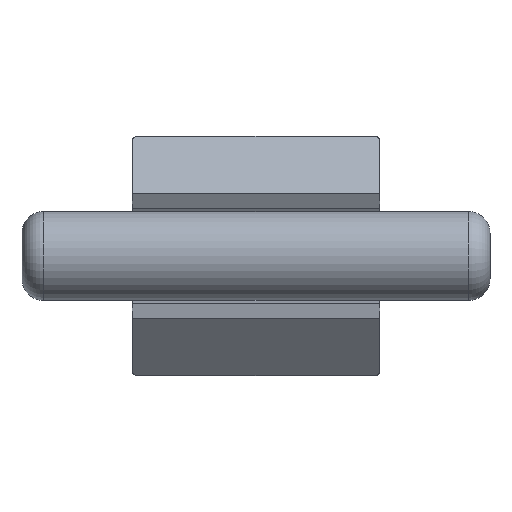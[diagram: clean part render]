
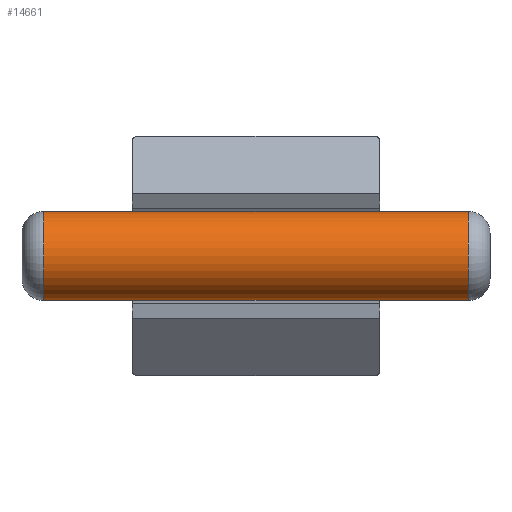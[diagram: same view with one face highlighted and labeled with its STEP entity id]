
A CAD part, front view. The second image highlights one B-rep face of the part: STEP entity #14661.
In plain terms, the highlighted cylindrical face has radius 8.25 mm (diameter 16.5 mm), a partial arc.
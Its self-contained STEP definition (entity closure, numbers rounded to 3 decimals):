
#10656=DIRECTION('',(1.,0.,0.));
#10657=VECTOR('',#10656,7.);
#10658=CARTESIAN_POINT('',(-39.5,8.25,0.));
#10659=LINE('',#10658,#10657);
#10660=DIRECTION('',(1.,0.,0.));
#10661=VECTOR('',#10660,7.);
#10662=CARTESIAN_POINT('',(32.5,8.25,
0.));
#10663=LINE('',#10662,#10661);
#11306=CARTESIAN_POINT('',(-32.5,8.25,
0.));
#11313=CARTESIAN_POINT('',(-25.5,6.847,
-4.602));
#11314=CARTESIAN_POINT('',(-25.951,7.049,
-4.302));
#11315=CARTESIAN_POINT('',(-26.921,7.423,
-3.66));
#11316=CARTESIAN_POINT('',(-28.564,7.868,
-2.578));
#11317=CARTESIAN_POINT('',(-30.409,8.17,
-1.368));
#11318=CARTESIAN_POINT('',(-31.782,8.25,
-0.47));
#11319=CARTESIAN_POINT('',(-32.5,8.25,
0.));
#11455=CARTESIAN_POINT('',(25.5,6.847,
-4.602));
#11466=CARTESIAN_POINT('',(32.5,8.25,
0.));
#11467=CARTESIAN_POINT('',(31.782,8.25,
-0.47));
#11468=CARTESIAN_POINT('',(30.409,8.17,
-1.368));
#11469=CARTESIAN_POINT('',(28.564,7.868,
-2.578));
#11470=CARTESIAN_POINT('',(26.921,7.423,
-3.66));
#11471=CARTESIAN_POINT('',(25.951,7.049,
-4.302));
#11472=CARTESIAN_POINT('',(25.5,6.847,
-4.602));
#11482=CARTESIAN_POINT('',(-25.5,0.,0.));
#11483=DIRECTION('',(1.,0.,0.));
#11484=DIRECTION('',(0.,0.83,-0.558));
#11485=AXIS2_PLACEMENT_3D('',#11482,#11483,#11484);
#11487=DIRECTION('',(1.,0.,0.));
#11488=VECTOR('',#11487,51.);
#11489=CARTESIAN_POINT('',(-25.5,8.25,0.));
#11490=LINE('',#11489,#11488);
#11491=CARTESIAN_POINT('',(25.5,0.,0.));
#11492=DIRECTION('',(1.,0.,0.));
#11493=DIRECTION('',(0.,0.83,-0.558));
#11494=AXIS2_PLACEMENT_3D('',#11491,#11492,#11493);
#11496=CARTESIAN_POINT('',(25.5,0.,0.));
#11497=DIRECTION('',(1.,0.,0.));
#11498=DIRECTION('',(0.,-1.,0.));
#11499=AXIS2_PLACEMENT_3D('',#11496,#11497,#11498);
#11501=CARTESIAN_POINT('',(-25.5,0.,0.));
#11502=DIRECTION('',(1.,0.,0.));
#11503=DIRECTION('',(0.,-1.,0.));
#11504=AXIS2_PLACEMENT_3D('',#11501,#11502,#11503);
#11506=DIRECTION('',(1.,0.,0.));
#11507=VECTOR('',#11506,51.);
#11508=CARTESIAN_POINT('',(-25.5,-8.25,0.));
#11509=LINE('',#11508,#11507);
#11526=CARTESIAN_POINT('',(-25.5,-6.847,
-4.602));
#11969=CARTESIAN_POINT('',(32.5,-8.25,
0.));
#11976=CARTESIAN_POINT('',(25.5,-6.847,
-4.602));
#11977=CARTESIAN_POINT('',(25.951,-7.049,
-4.302));
#11978=CARTESIAN_POINT('',(26.92,-7.423,
-3.66));
#11979=CARTESIAN_POINT('',(28.564,-7.868,
-2.578));
#11980=CARTESIAN_POINT('',(30.409,-8.17,
-1.368));
#11981=CARTESIAN_POINT('',(31.782,-8.25,
-0.469));
#11982=CARTESIAN_POINT('',(32.5,-8.25,
0.));
#12026=DIRECTION('',(1.,0.,0.));
#12027=VECTOR('',#12026,7.);
#12028=CARTESIAN_POINT('',(32.5,-8.25,
0.));
#12029=LINE('',#12028,#12027);
#12030=DIRECTION('',(1.,0.,0.));
#12031=VECTOR('',#12030,7.);
#12032=CARTESIAN_POINT('',(-39.5,-8.25,0.));
#12033=LINE('',#12032,#12031);
#12062=CARTESIAN_POINT('',(39.5,0.,0.));
#12063=DIRECTION('',(-1.,0.,0.));
#12064=DIRECTION('',(0.,-1.,0.));
#12065=AXIS2_PLACEMENT_3D('',#12062,#12063,#12064);
#12137=CARTESIAN_POINT('',(-39.5,0.,0.));
#12138=DIRECTION('',(1.,0.,0.));
#12139=DIRECTION('',(0.,1.,0.));
#12140=AXIS2_PLACEMENT_3D('',#12137,#12138,#12139);
#12329=CARTESIAN_POINT('',(-32.5,-8.25,
0.));
#12330=CARTESIAN_POINT('',(-31.782,-8.25,
-0.469));
#12331=CARTESIAN_POINT('',(-30.409,-8.17,
-1.368));
#12332=CARTESIAN_POINT('',(-28.564,-7.868,
-2.578));
#12333=CARTESIAN_POINT('',(-26.92,-7.423,
-3.66));
#12334=CARTESIAN_POINT('',(-25.951,-7.049,
-4.302));
#12335=CARTESIAN_POINT('',(-25.5,-6.847,
-4.602));
#12377=CARTESIAN_POINT('',(-25.5,8.25,0.));
#12378=CARTESIAN_POINT('',(25.5,8.25,0.));
#12379=VERTEX_POINT('',#12377);
#12380=VERTEX_POINT('',#12378);
#12389=CARTESIAN_POINT('',(-25.5,-8.25,0.));
#12390=CARTESIAN_POINT('',(25.5,-8.25,0.));
#12391=VERTEX_POINT('',#12389);
#12392=VERTEX_POINT('',#12390);
#12394=CARTESIAN_POINT('',(39.5,-8.25,0.));
#12396=VERTEX_POINT('',#12394);
#12401=CARTESIAN_POINT('',(39.5,8.25,0.));
#12402=VERTEX_POINT('',#12401);
#12413=CARTESIAN_POINT('',(-39.5,8.25,0.));
#12414=VERTEX_POINT('',#12413);
#12417=CARTESIAN_POINT('',(-39.5,-8.25,0.));
#12418=VERTEX_POINT('',#12417);
#12802=VERTEX_POINT('',#11306);
#12803=VERTEX_POINT('',#11313);
#12811=VERTEX_POINT('',#11526);
#12812=VERTEX_POINT('',#12329);
#12814=VERTEX_POINT('',#11969);
#12815=VERTEX_POINT('',#11976);
#12823=VERTEX_POINT('',#11455);
#12824=VERTEX_POINT('',#11466);
#14626=CARTESIAN_POINT('',(-43.5,0.,0.));
#14627=DIRECTION('',(1.,0.,0.));
#14628=DIRECTION('',(0.,-1.,0.));
#14629=AXIS2_PLACEMENT_3D('',#14626,#14627,#14628);
#14630=CYLINDRICAL_SURFACE('',#14629,8.25);
#14631=ORIENTED_EDGE('',*,*,#14312,.F.);
#14633=ORIENTED_EDGE('',*,*,#14632,.T.);
#14635=ORIENTED_EDGE('',*,*,#14634,.T.);
#14637=ORIENTED_EDGE('',*,*,#14636,.F.);
#14638=ORIENTED_EDGE('',*,*,#14619,.F.);
#14639=ORIENTED_EDGE('',*,*,#12930,.T.);
#14641=ORIENTED_EDGE('',*,*,#14640,.F.);
#14643=ORIENTED_EDGE('',*,*,#14642,.F.);
#14645=ORIENTED_EDGE('',*,*,#14644,.F.);
#14647=ORIENTED_EDGE('',*,*,#14646,.F.);
#14649=ORIENTED_EDGE('',*,*,#14648,.F.);
#14651=ORIENTED_EDGE('',*,*,#14650,.T.);
#14653=ORIENTED_EDGE('',*,*,#14652,.F.);
#14655=ORIENTED_EDGE('',*,*,#14654,.F.);
#14657=ORIENTED_EDGE('',*,*,#14656,.F.);
#14658=ORIENTED_EDGE('',*,*,#12923,.T.);
#14659=EDGE_LOOP('',(#14631,#14633,#14635,#14637,#14638,#14639,#14641,#14643,
#14645,#14647,#14649,#14651,#14653,#14655,#14657,#14658));
#14660=FACE_OUTER_BOUND('',#14659,.F.);
#14661=ADVANCED_FACE('',(#14660),#14630,.T.);
#11320=B_SPLINE_CURVE_WITH_KNOTS('',3,(#11313,#11314,#11315,#11316,#11317,
#11318,#11319),.UNSPECIFIED.,.F.,.F.,(4,1,1,1,4),(0.,0.25,0.5,0.75,
1.),.UNSPECIFIED.);
#11473=B_SPLINE_CURVE_WITH_KNOTS('',3,(#11466,#11467,#11468,#11469,#11470,
#11471,#11472),.UNSPECIFIED.,.F.,.F.,(4,1,1,1,4),(0.,0.25,0.5,0.75,
1.),.UNSPECIFIED.);
#11486=CIRCLE('',#11485,8.25);
#11495=CIRCLE('',#11494,8.25);
#11500=CIRCLE('',#11499,8.25);
#11505=CIRCLE('',#11504,8.25);
#11983=B_SPLINE_CURVE_WITH_KNOTS('',3,(#11976,#11977,#11978,#11979,#11980,
#11981,#11982),.UNSPECIFIED.,.F.,.F.,(4,1,1,1,4),(0.,0.25,0.5,0.75,
1.),.UNSPECIFIED.);
#12066=CIRCLE('',#12065,8.25);
#12141=CIRCLE('',#12140,8.25);
#12336=B_SPLINE_CURVE_WITH_KNOTS('',3,(#12329,#12330,#12331,#12332,#12333,
#12334,#12335),.UNSPECIFIED.,.F.,.F.,(4,1,1,1,4),(0.,0.25,0.5,0.75,
1.),.UNSPECIFIED.);
#12923=EDGE_CURVE('',#12414,#12802,#10659,.T.);
#12930=EDGE_CURVE('',#12824,#12402,#10663,.T.);
#14312=EDGE_CURVE('',#12803,#12802,#11320,.T.);
#14619=EDGE_CURVE('',#12824,#12823,#11473,.T.);
#14632=EDGE_CURVE('',#12803,#12379,#11486,.T.);
#14634=EDGE_CURVE('',#12379,#12380,#11490,.T.);
#14636=EDGE_CURVE('',#12823,#12380,#11495,.T.);
#14640=EDGE_CURVE('',#12396,#12402,#12066,.T.);
#14642=EDGE_CURVE('',#12814,#12396,#12029,.T.);
#14644=EDGE_CURVE('',#12815,#12814,#11983,.T.);
#14646=EDGE_CURVE('',#12392,#12815,#11500,.T.);
#14648=EDGE_CURVE('',#12391,#12392,#11509,.T.);
#14650=EDGE_CURVE('',#12391,#12811,#11505,.T.);
#14652=EDGE_CURVE('',#12812,#12811,#12336,.T.);
#14654=EDGE_CURVE('',#12418,#12812,#12033,.T.);
#14656=EDGE_CURVE('',#12414,#12418,#12141,.T.);
